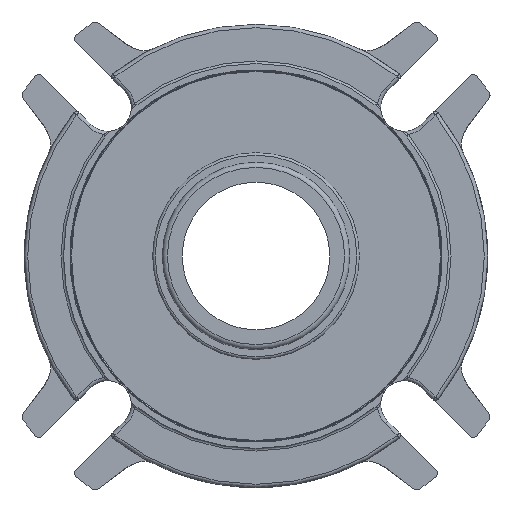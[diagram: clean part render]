
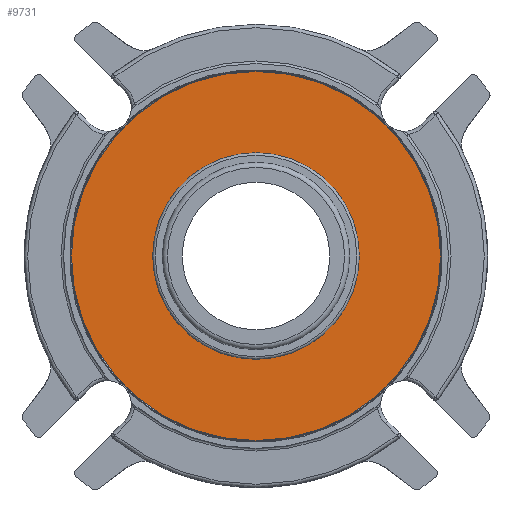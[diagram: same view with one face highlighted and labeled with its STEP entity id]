
A CAD part, front view. The second image highlights one B-rep face of the part: STEP entity #9731.
In plain terms, the highlighted planar face has unit normal (0, -1, 0).
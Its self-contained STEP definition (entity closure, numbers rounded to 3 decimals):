
#4619=ORIENTED_EDGE('',*,*,#6073,.F.);
#4620=ORIENTED_EDGE('',*,*,#6074,.F.);
#6073=EDGE_CURVE('',#6950,#6950,#7572,.T.);
#6074=EDGE_CURVE('',#6951,#6951,#7573,.T.);
#6950=VERTEX_POINT('',#19442);
#6951=VERTEX_POINT('',#19445);
#7572=CIRCLE('',#10906,31.115);
#7573=CIRCLE('',#10908,55.563);
#8245=EDGE_LOOP('',(#4619));
#8246=EDGE_LOOP('',(#4620));
#8937=FACE_BOUND('',#8245,.T.);
#8938=FACE_BOUND('',#8246,.T.);
#9117=PLANE('',#10907);
#9731=ADVANCED_FACE('',(#8937,#8938),#9117,.T.);
#10906=AXIS2_PLACEMENT_3D('',#19441,#13706,#13707);
#10907=AXIS2_PLACEMENT_3D('',#19443,#13708,#13709);
#10908=AXIS2_PLACEMENT_3D('',#19444,#13710,#13711);
#13706=DIRECTION('',(0.,-1.,0.));
#13707=DIRECTION('',(1.,0.,0.));
#13708=DIRECTION('',(0.,-1.,0.));
#13709=DIRECTION('',(1.,0.,0.));
#13710=DIRECTION('',(0.,1.,0.));
#13711=DIRECTION('',(-1.,0.,0.));
#19441=CARTESIAN_POINT('',(0.,3.327,0.));
#19442=CARTESIAN_POINT('',(31.115,3.327,0.));
#19443=CARTESIAN_POINT('',(-55.563,3.327,0.));
#19444=CARTESIAN_POINT('',(0.,3.327,0.));
#19445=CARTESIAN_POINT('',(-55.563,3.327,0.));
